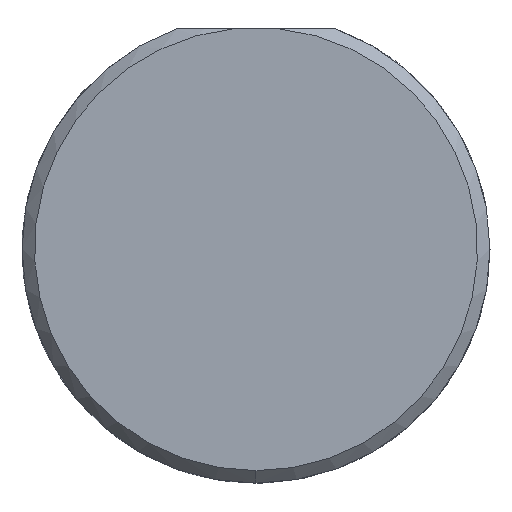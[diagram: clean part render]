
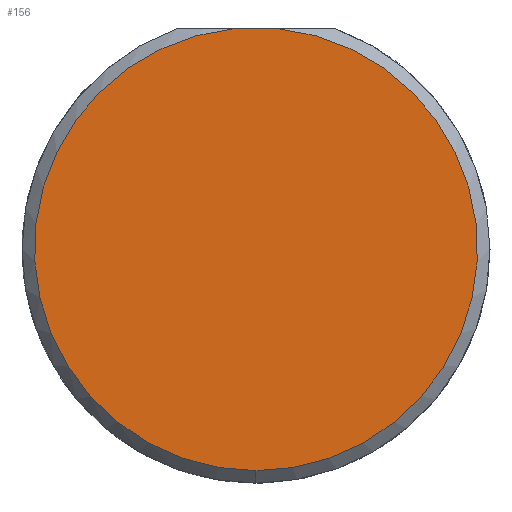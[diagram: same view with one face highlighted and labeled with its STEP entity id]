
A CAD part, left-side view. The second image highlights one B-rep face of the part: STEP entity #156.
In plain terms, the highlighted planar face has unit normal (-1, 0, 0).
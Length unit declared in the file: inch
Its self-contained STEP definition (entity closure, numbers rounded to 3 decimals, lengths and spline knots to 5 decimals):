
#20 = AXIS2_PLACEMENT_3D ( 'NONE', #331, #284, #607 ) ;
#32 = CARTESIAN_POINT ( 'NONE',  ( 0., 0., -0.17735 ) ) ;
#48 = DIRECTION ( 'NONE',  ( 0., 1., 0. ) ) ;
#68 = AXIS2_PLACEMENT_3D ( 'NONE', #360, #521, #629 ) ;
#71 = EDGE_LOOP ( 'NONE', ( #695, #311, #410 ) ) ;
#111 = VERTEX_POINT ( 'NONE', #419 ) ;
#149 = CARTESIAN_POINT ( 'NONE',  ( 0., -0.01881, 0.17635 ) ) ;
#156 = ADVANCED_FACE ( 'NONE', ( #547 ), #491, .F. ) ;
#169 = VECTOR ( 'NONE', #48, 39.37008 ) ;
#188 = EDGE_CURVE ( 'NONE', #527, #111, #212, .T. ) ;
#212 = LINE ( 'NONE', #369, #169 ) ;
#214 = DIRECTION ( 'NONE',  ( 0., 0., -1. ) ) ;
#284 = DIRECTION ( 'NONE',  ( -1., 0., 0. ) ) ;
#311 = ORIENTED_EDGE ( 'NONE', *, *, #396, .T. ) ;
#331 = CARTESIAN_POINT ( 'NONE',  ( 0., 0., 0. ) ) ;
#360 = CARTESIAN_POINT ( 'NONE',  ( 0., 0., 0. ) ) ;
#369 = CARTESIAN_POINT ( 'NONE',  ( 0., 0.18735, 0.17635 ) ) ;
#375 = CIRCLE ( 'NONE', #68, 0.17735 ) ;
#396 = EDGE_CURVE ( 'NONE', #111, #549, #375, .T. ) ;
#410 = ORIENTED_EDGE ( 'NONE', *, *, #644, .T. ) ;
#419 = CARTESIAN_POINT ( 'NONE',  ( 0., 0.01881, 0.17635 ) ) ;
#491 = PLANE ( 'NONE',  #651 ) ;
#521 = DIRECTION ( 'NONE',  ( -1., 0., 0. ) ) ;
#527 = VERTEX_POINT ( 'NONE', #149 ) ;
#529 = CIRCLE ( 'NONE', #20, 0.17735 ) ;
#547 = FACE_OUTER_BOUND ( 'NONE', #71, .T. ) ;
#549 = VERTEX_POINT ( 'NONE', #32 ) ;
#607 = DIRECTION ( 'NONE',  ( 0., 0., -1. ) ) ;
#629 = DIRECTION ( 'NONE',  ( 0., 0., -1. ) ) ;
#642 = CARTESIAN_POINT ( 'NONE',  ( 0., 0., 0. ) ) ;
#644 = EDGE_CURVE ( 'NONE', #549, #527, #529, .T. ) ;
#651 = AXIS2_PLACEMENT_3D ( 'NONE', #642, #704, #214 ) ;
#695 = ORIENTED_EDGE ( 'NONE', *, *, #188, .T. ) ;
#704 = DIRECTION ( 'NONE',  ( 1., 0., 0. ) ) ;
